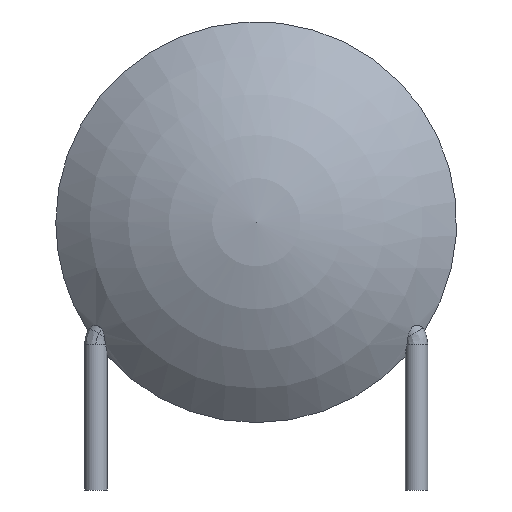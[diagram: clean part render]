
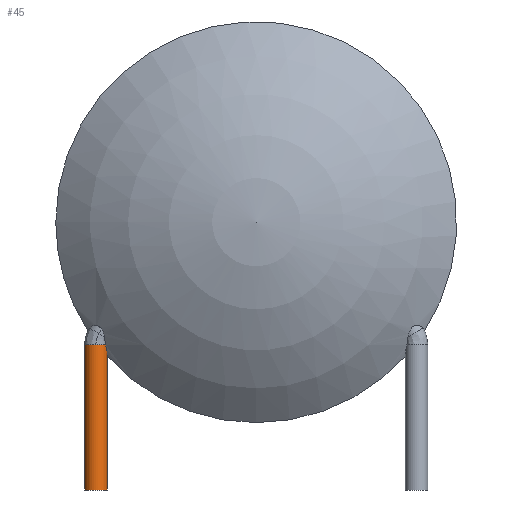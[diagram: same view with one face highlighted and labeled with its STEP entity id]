
A CAD part, front view. The second image highlights one B-rep face of the part: STEP entity #45.
In plain terms, the highlighted cylindrical face has radius 0.35 mm (diameter 0.7 mm), a full revolution.
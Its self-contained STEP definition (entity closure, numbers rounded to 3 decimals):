
#32 = EDGE_CURVE('',#33,#33,#35,.T.);
#33 = VERTEX_POINT('',#34);
#34 = CARTESIAN_POINT('',(-5.,-0.35,-2.));
#35 = CIRCLE('',#36,0.35);
#36 = AXIS2_PLACEMENT_3D('',#37,#38,#39);
#37 = CARTESIAN_POINT('',(-5.,0.,-2.));
#38 = DIRECTION('',(-0.,0.,1.));
#39 = DIRECTION('',(0.,-1.,0.));
#45 = ADVANCED_FACE('',(#46),#100,.T.);
#46 = FACE_BOUND('',#47,.F.);
#47 = EDGE_LOOP('',(#48,#49,#57,#66,#79,#92,#99));
#48 = ORIENTED_EDGE('',*,*,#32,.F.);
#49 = ORIENTED_EDGE('',*,*,#50,.T.);
#50 = EDGE_CURVE('',#33,#51,#53,.T.);
#51 = VERTEX_POINT('',#52);
#52 = CARTESIAN_POINT('',(-5.,-0.35,2.525));
#53 = LINE('',#54,#55);
#54 = CARTESIAN_POINT('',(-5.,-0.35,-2.));
#55 = VECTOR('',#56,1.);
#56 = DIRECTION('',(0.,0.,1.));
#57 = ORIENTED_EDGE('',*,*,#58,.T.);
#58 = EDGE_CURVE('',#51,#59,#61,.T.);
#59 = VERTEX_POINT('',#60);
#60 = CARTESIAN_POINT('',(-4.698,-0.177,2.525));
#61 = CIRCLE('',#62,0.35);
#62 = AXIS2_PLACEMENT_3D('',#63,#64,#65);
#63 = CARTESIAN_POINT('',(-5.,0.,2.525));
#64 = DIRECTION('',(-0.,0.,1.));
#65 = DIRECTION('',(0.,-1.,0.));
#66 = ORIENTED_EDGE('',*,*,#67,.T.);
#67 = EDGE_CURVE('',#59,#68,#70,.T.);
#68 = VERTEX_POINT('',#69);
#69 = CARTESIAN_POINT('',(-4.65,0.,2.174));
#70 = B_SPLINE_CURVE_WITH_KNOTS('',7,(#71,#72,#73,#74,#75,#76,#77,#78),
.UNSPECIFIED.,.F.,.F.,(8,8),(0.,1.),.PIECEWISE_BEZIER_KNOTS.);
#71 = CARTESIAN_POINT('',(-4.698,-0.177,2.525));
#72 = CARTESIAN_POINT('',(-4.687,-0.158,2.478)
);
#73 = CARTESIAN_POINT('',(-4.677,-0.138,2.43)
);
#74 = CARTESIAN_POINT('',(-4.668,-0.115,2.381
));
#75 = CARTESIAN_POINT('',(-4.66,-0.091,
2.33));
#76 = CARTESIAN_POINT('',(-4.654,-0.063,
2.278));
#77 = CARTESIAN_POINT('',(-4.65,-0.033,2.225));
#78 = CARTESIAN_POINT('',(-4.65,0.,2.174));
#79 = ORIENTED_EDGE('',*,*,#80,.T.);
#80 = EDGE_CURVE('',#68,#81,#83,.T.);
#81 = VERTEX_POINT('',#82);
#82 = CARTESIAN_POINT('',(-4.698,0.177,2.525));
#83 = B_SPLINE_CURVE_WITH_KNOTS('',7,(#84,#85,#86,#87,#88,#89,#90,#91),
.UNSPECIFIED.,.F.,.F.,(8,8),(0.,1.),.PIECEWISE_BEZIER_KNOTS.);
#84 = CARTESIAN_POINT('',(-4.65,0.,2.174));
#85 = CARTESIAN_POINT('',(-4.65,0.033,2.225));
#86 = CARTESIAN_POINT('',(-4.654,0.063,
2.278));
#87 = CARTESIAN_POINT('',(-4.66,0.091,
2.33));
#88 = CARTESIAN_POINT('',(-4.668,0.115,2.381)
);
#89 = CARTESIAN_POINT('',(-4.677,0.138,2.43)
);
#90 = CARTESIAN_POINT('',(-4.687,0.158,2.478)
);
#91 = CARTESIAN_POINT('',(-4.698,0.177,2.525));
#92 = ORIENTED_EDGE('',*,*,#93,.T.);
#93 = EDGE_CURVE('',#81,#51,#94,.T.);
#94 = CIRCLE('',#95,0.35);
#95 = AXIS2_PLACEMENT_3D('',#96,#97,#98);
#96 = CARTESIAN_POINT('',(-5.,0.,2.525));
#97 = DIRECTION('',(-0.,0.,1.));
#98 = DIRECTION('',(0.,-1.,0.));
#99 = ORIENTED_EDGE('',*,*,#50,.F.);
#100 = CYLINDRICAL_SURFACE('',#101,0.35);
#101 = AXIS2_PLACEMENT_3D('',#102,#103,#104);
#102 = CARTESIAN_POINT('',(-5.,0.,-2.));
#103 = DIRECTION('',(-0.,0.,-1.));
#104 = DIRECTION('',(0.,-1.,0.));
